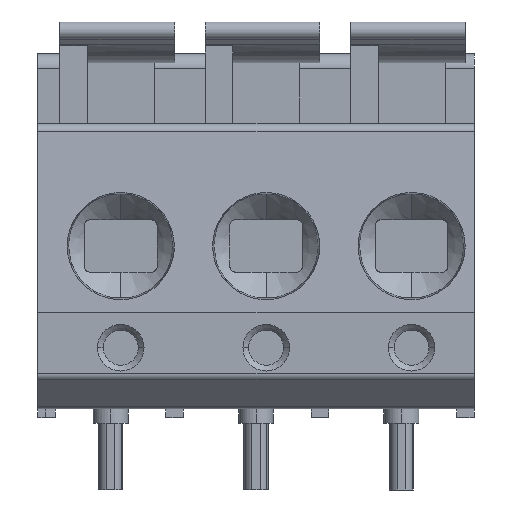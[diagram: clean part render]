
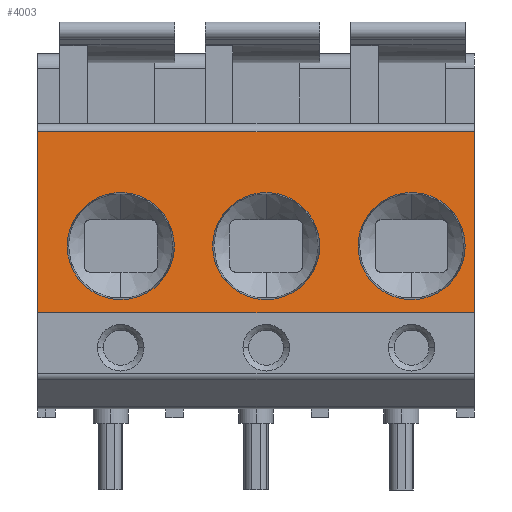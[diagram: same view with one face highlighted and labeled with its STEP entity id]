
A CAD part, front view. The second image highlights one B-rep face of the part: STEP entity #4003.
In plain terms, the highlighted planar face has unit normal (0, -0.996, 0.087).
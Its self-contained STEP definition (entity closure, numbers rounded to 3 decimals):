
#1660=CARTESIAN_POINT('',(2.192,-4.749,5.9));
#1661=VERTEX_POINT('',#1660);
#1686=CARTESIAN_POINT('',(-1.492,-4.749,5.9));
#1687=VERTEX_POINT('',#1686);
#1694=CARTESIAN_POINT('',(0.35,-4.91,4.052));
#1695=VERTEX_POINT('',#1694);
#1696=CARTESIAN_POINT('',(0.35,-4.749,5.894));
#1697=DIRECTION('',(0.,-0.996,0.087));
#1698=DIRECTION('',(0.,-0.087,-0.996));
#1699=AXIS2_PLACEMENT_3D('',#1696,#1697,#1698);
#1700=ELLIPSE('',#1699,1.849,1.842);
#1701=EDGE_CURVE('',#1687,#1695,#1700,.T.);
#1703=CARTESIAN_POINT('',(0.35,-4.749,5.894));
#1704=DIRECTION('',(0.,-0.996,0.087));
#1705=DIRECTION('',(0.,-0.087,-0.996));
#1706=AXIS2_PLACEMENT_3D('',#1703,#1704,#1705);
#1707=ELLIPSE('',#1706,1.849,1.842);
#1708=EDGE_CURVE('',#1695,#1661,#1707,.T.);
#1971=CARTESIAN_POINT('',(7.192,-4.749,5.9));
#1972=VERTEX_POINT('',#1971);
#1987=CARTESIAN_POINT('',(3.508,-4.749,5.9));
#1988=VERTEX_POINT('',#1987);
#1995=CARTESIAN_POINT('',(5.35,-4.91,4.052));
#1996=VERTEX_POINT('',#1995);
#1997=CARTESIAN_POINT('',(5.35,-4.749,5.894));
#1998=DIRECTION('',(0.,-0.996,0.087));
#1999=DIRECTION('',(0.,-0.087,-0.996));
#2000=AXIS2_PLACEMENT_3D('',#1997,#1998,#1999);
#2001=ELLIPSE('',#2000,1.849,1.842);
#2002=EDGE_CURVE('',#1988,#1996,#2001,.T.);
#2004=CARTESIAN_POINT('',(5.35,-4.749,5.894));
#2005=DIRECTION('',(0.,-0.996,0.087));
#2006=DIRECTION('',(0.,-0.087,-0.996));
#2007=AXIS2_PLACEMENT_3D('',#2004,#2005,#2006);
#2008=ELLIPSE('',#2007,1.849,1.842);
#2009=EDGE_CURVE('',#1996,#1972,#2008,.T.);
#2493=CARTESIAN_POINT('',(-2.808,-4.749,5.9));
#2494=VERTEX_POINT('',#2493);
#2509=CARTESIAN_POINT('',(-6.492,-4.749,5.9));
#2510=VERTEX_POINT('',#2509);
#2517=CARTESIAN_POINT('',(-4.65,-4.91,4.052));
#2518=VERTEX_POINT('',#2517);
#2519=CARTESIAN_POINT('',(-4.65,-4.749,5.894));
#2520=DIRECTION('',(0.,-0.996,0.087));
#2521=DIRECTION('',(0.,-0.087,-0.996));
#2522=AXIS2_PLACEMENT_3D('',#2519,#2520,#2521);
#2523=ELLIPSE('',#2522,1.849,1.842);
#2524=EDGE_CURVE('',#2510,#2518,#2523,.T.);
#2526=CARTESIAN_POINT('',(-4.65,-4.749,5.894));
#2527=DIRECTION('',(0.,-0.996,0.087));
#2528=DIRECTION('',(0.,-0.087,-0.996));
#2529=AXIS2_PLACEMENT_3D('',#2526,#2527,#2528);
#2530=ELLIPSE('',#2529,1.849,1.842);
#2531=EDGE_CURVE('',#2518,#2494,#2530,.T.);
#3931=CARTESIAN_POINT('',(-8.25,-4.378,10.137));
#3932=DIRECTION('',(0.,-0.996,0.087));
#3933=DIRECTION('',(0.,-0.087,-0.996));
#3934=AXIS2_PLACEMENT_3D('',#3931,#3932,#3933);
#3935=PLANE('',#3934);
#3936=CARTESIAN_POINT('',(-7.5,-4.405,9.826));
#3937=VERTEX_POINT('',#3936);
#3938=CARTESIAN_POINT('',(7.5,-4.405,9.826));
#3939=VERTEX_POINT('',#3938);
#3940=CARTESIAN_POINT('',(-7.5,-4.405,9.826));
#3941=DIRECTION('',(1.0,0.0,0.0));
#3942=VECTOR('',#3941,15.);
#3943=LINE('',#3940,#3942);
#3944=EDGE_CURVE('',#3937,#3939,#3943,.T.);
#3945=ORIENTED_EDGE('',*,*,#3944,.F.);
#3946=CARTESIAN_POINT('',(-7.5,-4.95,3.6));
#3947=VERTEX_POINT('',#3946);
#3948=CARTESIAN_POINT('',(-7.5,-4.405,9.826));
#3949=DIRECTION('',(0.,-0.087,-0.996));
#3950=VECTOR('',#3949,6.25);
#3951=LINE('',#3948,#3950);
#3952=EDGE_CURVE('',#3937,#3947,#3951,.T.);
#3953=ORIENTED_EDGE('',*,*,#3952,.T.);
#3954=CARTESIAN_POINT('',(7.5,-4.95,3.6));
#3955=VERTEX_POINT('',#3954);
#3956=CARTESIAN_POINT('',(-7.5,-4.95,3.6));
#3957=DIRECTION('',(1.0,0.0,0.0));
#3958=VECTOR('',#3957,15.);
#3959=LINE('',#3956,#3958);
#3960=EDGE_CURVE('',#3947,#3955,#3959,.T.);
#3961=ORIENTED_EDGE('',*,*,#3960,.T.);
#3962=CARTESIAN_POINT('',(7.5,-4.95,3.6));
#3963=DIRECTION('',(0.,0.087,0.996));
#3964=VECTOR('',#3963,6.25);
#3965=LINE('',#3962,#3964);
#3966=EDGE_CURVE('',#3955,#3939,#3965,.T.);
#3967=ORIENTED_EDGE('',*,*,#3966,.T.);
#3968=EDGE_LOOP('',(#3945,#3953,#3961,#3967));
#3969=FACE_OUTER_BOUND('',#3968,.T.);
#3970=ORIENTED_EDGE('',*,*,#2531,.F.);
#3971=ORIENTED_EDGE('',*,*,#2524,.F.);
#3972=CARTESIAN_POINT('',(-4.65,-4.749,5.894));
#3973=DIRECTION('',(0.,-0.996,0.087));
#3974=DIRECTION('',(0.,-0.087,-0.996));
#3975=AXIS2_PLACEMENT_3D('',#3972,#3973,#3974);
#3976=ELLIPSE('',#3975,1.849,1.842);
#3977=EDGE_CURVE('',#2494,#2510,#3976,.T.);
#3978=ORIENTED_EDGE('',*,*,#3977,.F.);
#3979=EDGE_LOOP('',(#3970,#3971,#3978));
#3980=FACE_BOUND('',#3979,.T.);
#3981=ORIENTED_EDGE('',*,*,#1708,.F.);
#3982=ORIENTED_EDGE('',*,*,#1701,.F.);
#3983=CARTESIAN_POINT('',(0.35,-4.749,5.894));
#3984=DIRECTION('',(0.,-0.996,0.087));
#3985=DIRECTION('',(0.,-0.087,-0.996));
#3986=AXIS2_PLACEMENT_3D('',#3983,#3984,#3985);
#3987=ELLIPSE('',#3986,1.849,1.842);
#3988=EDGE_CURVE('',#1661,#1687,#3987,.T.);
#3989=ORIENTED_EDGE('',*,*,#3988,.F.);
#3990=EDGE_LOOP('',(#3981,#3982,#3989));
#3991=FACE_BOUND('',#3990,.T.);
#3992=ORIENTED_EDGE('',*,*,#2009,.F.);
#3993=ORIENTED_EDGE('',*,*,#2002,.F.);
#3994=CARTESIAN_POINT('',(5.35,-4.749,5.894));
#3995=DIRECTION('',(0.,-0.996,0.087));
#3996=DIRECTION('',(0.,-0.087,-0.996));
#3997=AXIS2_PLACEMENT_3D('',#3994,#3995,#3996);
#3998=ELLIPSE('',#3997,1.849,1.842);
#3999=EDGE_CURVE('',#1972,#1988,#3998,.T.);
#4000=ORIENTED_EDGE('',*,*,#3999,.F.);
#4001=EDGE_LOOP('',(#3992,#3993,#4000));
#4002=FACE_BOUND('',#4001,.T.);
#4003=ADVANCED_FACE('',(#3969,#3980,#3991,#4002),#3935,.T.);
